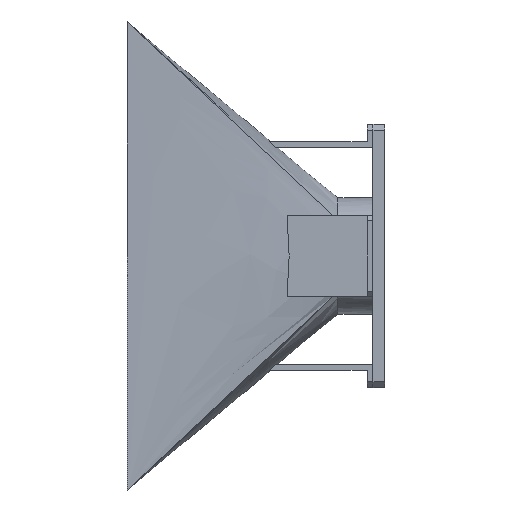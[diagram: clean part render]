
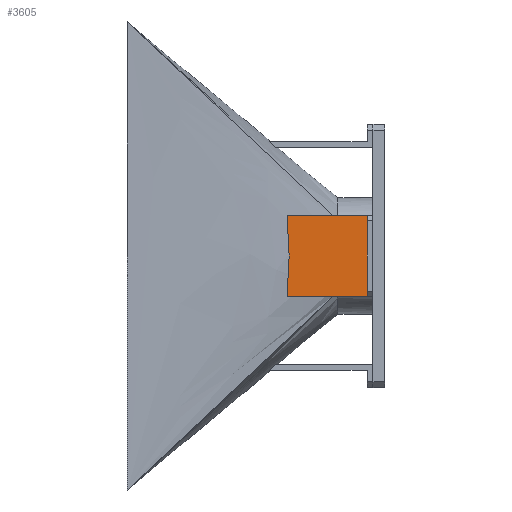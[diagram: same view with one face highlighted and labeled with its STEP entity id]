
A CAD part, left-side view. The second image highlights one B-rep face of the part: STEP entity #3605.
In plain terms, the highlighted planar face has unit normal (-1, 0, 0).
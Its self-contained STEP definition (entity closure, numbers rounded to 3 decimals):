
#377 = EDGE_CURVE ( 'NONE', #7519, #5656, #5807, .T. ) ;
#546 = CARTESIAN_POINT ( 'NONE',  ( -97.5, -35., 211.819 ) ) ;
#753 = VERTEX_POINT ( 'NONE', #5264 ) ;
#821 = CARTESIAN_POINT ( 'NONE',  ( -97.5, 35., 5. ) ) ;
#882 = CARTESIAN_POINT ( 'NONE',  ( -97.5, 35., 5. ) ) ;
#1020 = CARTESIAN_POINT ( 'NONE',  ( -97.5, 29.179, 72.904 ) ) ;
#1040 = B_SPLINE_CURVE_WITH_KNOTS ( 'NONE', 3,
 ( #1632, #1608, #2321, #3610, #5998, #7359, #7314, #5459, #1020, #1707 ),
 .UNSPECIFIED., .F., .F.,
 ( 4, 2, 2, 2, 4 ),
 ( 0., 0.018, 0.035, 0.053, 0.07 ),
 .UNSPECIFIED. ) ;
#1192 = ORIENTED_EDGE ( 'NONE', *, *, #377, .T. ) ;
#1314 = PLANE ( 'NONE',  #3795 ) ;
#1378 = LINE ( 'NONE', #546, #5220 ) ;
#1608 = CARTESIAN_POINT ( 'NONE',  ( -97.5, -29.179, 72.904 ) ) ;
#1632 = CARTESIAN_POINT ( 'NONE',  ( -97.5, -35., 73.448 ) ) ;
#1707 = CARTESIAN_POINT ( 'NONE',  ( -97.5, 35., 73.448 ) ) ;
#1726 = EDGE_CURVE ( 'NONE', #753, #5656, #1378, .T. ) ;
#1873 = CARTESIAN_POINT ( 'NONE',  ( -97.5, 35., 211.819 ) ) ;
#2321 = CARTESIAN_POINT ( 'NONE',  ( -97.5, -23.353, 72.464 ) ) ;
#2434 = CARTESIAN_POINT ( 'NONE',  ( -97.5, 35., 211.819 ) ) ;
#2463 = ORIENTED_EDGE ( 'NONE', *, *, #4420, .T. ) ;
#2790 = VECTOR ( 'NONE', #6392, 1000. ) ;
#2964 = FACE_OUTER_BOUND ( 'NONE', #4124, .T. ) ;
#3484 = VERTEX_POINT ( 'NONE', #6750 ) ;
#3605 = ADVANCED_FACE ( 'NONE', ( #2964 ), #1314, .F. ) ;
#3610 = CARTESIAN_POINT ( 'NONE',  ( -97.5, -11.687, 71.865 ) ) ;
#3709 = ORIENTED_EDGE ( 'NONE', *, *, #1726, .F. ) ;
#3733 = LINE ( 'NONE', #2434, #7074 ) ;
#3795 = AXIS2_PLACEMENT_3D ( 'NONE', #1873, #6931, #5703 ) ;
#4124 = EDGE_LOOP ( 'NONE', ( #3709, #2463, #7110, #1192 ) ) ;
#4420 = EDGE_CURVE ( 'NONE', #753, #3484, #1040, .T. ) ;
#5220 = VECTOR ( 'NONE', #7416, 1000. ) ;
#5264 = CARTESIAN_POINT ( 'NONE',  ( -97.5, -35., 73.448 ) ) ;
#5459 = CARTESIAN_POINT ( 'NONE',  ( -97.5, 23.353, 72.464 ) ) ;
#5602 = DIRECTION ( 'NONE',  ( 0., 0., -1. ) ) ;
#5656 = VERTEX_POINT ( 'NONE', #7406 ) ;
#5703 = DIRECTION ( 'NONE',  ( 0., 1., 0. ) ) ;
#5807 = LINE ( 'NONE', #821, #2790 ) ;
#5998 = CARTESIAN_POINT ( 'NONE',  ( -97.5, -5.847, 71.707 ) ) ;
#6138 = EDGE_CURVE ( 'NONE', #3484, #7519, #3733, .T. ) ;
#6392 = DIRECTION ( 'NONE',  ( 0., -1., 0. ) ) ;
#6750 = CARTESIAN_POINT ( 'NONE',  ( -97.5, 35., 73.448 ) ) ;
#6931 = DIRECTION ( 'NONE',  ( 1., 0., 0. ) ) ;
#7074 = VECTOR ( 'NONE', #5602, 1000. ) ;
#7110 = ORIENTED_EDGE ( 'NONE', *, *, #6138, .T. ) ;
#7314 = CARTESIAN_POINT ( 'NONE',  ( -97.5, 11.688, 71.865 ) ) ;
#7359 = CARTESIAN_POINT ( 'NONE',  ( -97.5, 5.848, 71.707 ) ) ;
#7406 = CARTESIAN_POINT ( 'NONE',  ( -97.5, -35., 5. ) ) ;
#7416 = DIRECTION ( 'NONE',  ( 0., 0., -1. ) ) ;
#7519 = VERTEX_POINT ( 'NONE', #882 ) ;
